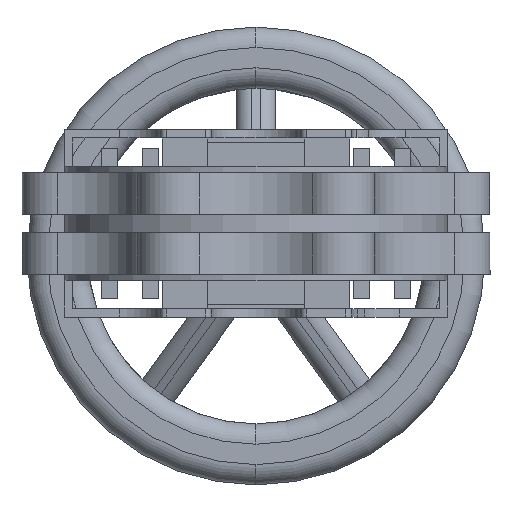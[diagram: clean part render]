
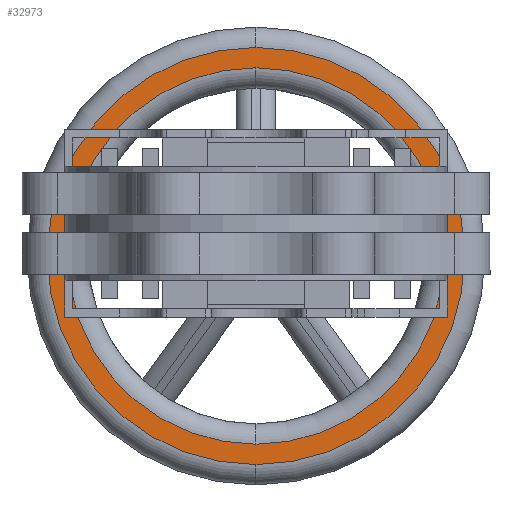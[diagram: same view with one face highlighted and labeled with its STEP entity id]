
A CAD part, front view. The second image highlights one B-rep face of the part: STEP entity #32973.
In plain terms, the highlighted planar face has unit normal (0, -1, 0).
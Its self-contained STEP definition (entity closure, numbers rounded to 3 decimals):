
#190 = CIRCLE ( 'NONE', #33293, 92.5 ) ;
#5134 = CARTESIAN_POINT ( 'NONE',  ( 0., 409.5, -20.5 ) ) ;
#8259 = DIRECTION ( 'NONE',  ( 0., 0., 1. ) ) ;
#8426 = DIRECTION ( 'NONE',  ( 0., 1., 0. ) ) ;
#9944 = VERTEX_POINT ( 'NONE', #37463 ) ;
#9975 = VERTEX_POINT ( 'NONE', #27925 ) ;
#9989 = AXIS2_PLACEMENT_3D ( 'NONE', #5134, #8426, #22392 ) ;
#11853 = CARTESIAN_POINT ( 'NONE',  ( 0., 409.5, -20.5 ) ) ;
#12096 = CARTESIAN_POINT ( 'NONE',  ( 0., 409.5, 72. ) ) ;
#12927 = CARTESIAN_POINT ( 'NONE',  ( 0., 409.5, -20.5 ) ) ;
#17033 = EDGE_LOOP ( 'NONE', ( #35860, #40223 ) ) ;
#17991 = VERTEX_POINT ( 'NONE', #22931 ) ;
#18010 = FACE_BOUND ( 'NONE', #23860, .T. ) ;
#19524 = CARTESIAN_POINT ( 'NONE',  ( 0., 409.5, -20.5 ) ) ;
#21315 = DIRECTION ( 'NONE',  ( 0., 0., 1. ) ) ;
#22392 = DIRECTION ( 'NONE',  ( 0., 0., 1. ) ) ;
#22931 = CARTESIAN_POINT ( 'NONE',  ( 0., 409.5, 82. ) ) ;
#22972 = EDGE_CURVE ( 'NONE', #9944, #23810, #190, .T. ) ;
#23198 = CARTESIAN_POINT ( 'NONE',  ( 0., 409.5, -20.5 ) ) ;
#23256 = FACE_OUTER_BOUND ( 'NONE', #17033, .T. ) ;
#23810 = VERTEX_POINT ( 'NONE', #12096 ) ;
#23860 = EDGE_LOOP ( 'NONE', ( #30565, #36658 ) ) ;
#24805 = CIRCLE ( 'NONE', #9989, 92.5 ) ;
#25069 = DIRECTION ( 'NONE',  ( 0., -1., 0. ) ) ;
#26047 = DIRECTION ( 'NONE',  ( 0., 0., 1. ) ) ;
#26444 = CIRCLE ( 'NONE', #27818, 102.5 ) ;
#27036 = AXIS2_PLACEMENT_3D ( 'NONE', #12927, #27990, #21315 ) ;
#27818 = AXIS2_PLACEMENT_3D ( 'NONE', #11853, #25069, #8259 ) ;
#27925 = CARTESIAN_POINT ( 'NONE',  ( 0., 409.5, -123. ) ) ;
#27990 = DIRECTION ( 'NONE',  ( 0., 1., 0. ) ) ;
#30565 = ORIENTED_EDGE ( 'NONE', *, *, #33940, .T. ) ;
#32862 = DIRECTION ( 'NONE',  ( 0., 1., 0. ) ) ;
#32973 = ADVANCED_FACE ( 'NONE', ( #18010, #23256 ), #33259, .F. ) ;
#33259 = PLANE ( 'NONE',  #27036 ) ;
#33293 = AXIS2_PLACEMENT_3D ( 'NONE', #23198, #32862, #39583 ) ;
#33940 = EDGE_CURVE ( 'NONE', #23810, #9944, #24805, .T. ) ;
#35860 = ORIENTED_EDGE ( 'NONE', *, *, #38169, .T. ) ;
#36318 = DIRECTION ( 'NONE',  ( 0., -1., 0. ) ) ;
#36658 = ORIENTED_EDGE ( 'NONE', *, *, #22972, .T. ) ;
#37463 = CARTESIAN_POINT ( 'NONE',  ( 0., 409.5, -113. ) ) ;
#38169 = EDGE_CURVE ( 'NONE', #17991, #9975, #40137, .T. ) ;
#39583 = DIRECTION ( 'NONE',  ( 0., 0., 1. ) ) ;
#40137 = CIRCLE ( 'NONE', #43628, 102.5 ) ;
#40223 = ORIENTED_EDGE ( 'NONE', *, *, #42634, .T. ) ;
#42634 = EDGE_CURVE ( 'NONE', #9975, #17991, #26444, .T. ) ;
#43628 = AXIS2_PLACEMENT_3D ( 'NONE', #19524, #36318, #26047 ) ;
